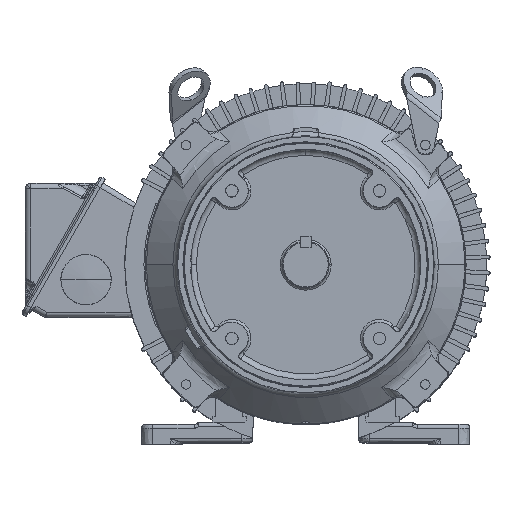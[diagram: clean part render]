
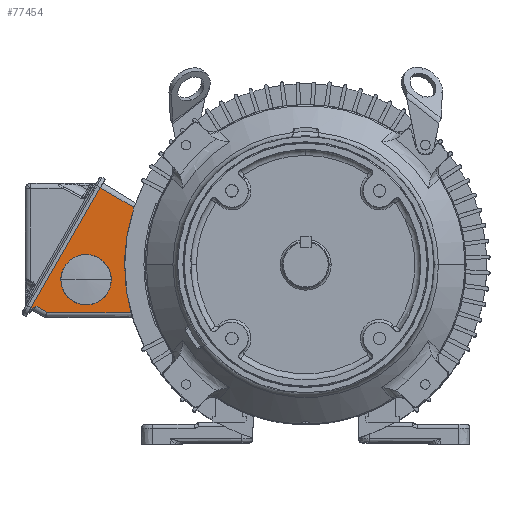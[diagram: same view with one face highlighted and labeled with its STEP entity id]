
A CAD part, top view. The second image highlights one B-rep face of the part: STEP entity #77454.
In plain terms, the highlighted planar face has unit normal (0.014, -0.008, 1).
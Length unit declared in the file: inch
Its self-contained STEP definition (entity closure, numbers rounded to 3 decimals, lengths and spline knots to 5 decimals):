
#305 = VECTOR ( 'NONE', #99053, 39.37008 ) ;
#1031 = CARTESIAN_POINT ( 'NONE',  ( -9.38655, -1.4305, -2.34834 ) ) ;
#1589 = CARTESIAN_POINT ( 'NONE',  ( -9.42589, -1.45502, -2.34798 ) ) ;
#2144 = CARTESIAN_POINT ( 'NONE',  ( -9.45351, -1.47538, -2.34776 ) ) ;
#2698 = CARTESIAN_POINT ( 'NONE',  ( -9.47343, -1.49292, -2.34762 ) ) ;
#3267 = ORIENTED_EDGE ( 'NONE', *, *, #33204, .T. ) ;
#5390 = CARTESIAN_POINT ( 'NONE',  ( -6.32842, -3.54071, -2.408 ) ) ;
#8183 = VERTEX_POINT ( 'NONE', #96652 ) ;
#8981 = EDGE_CURVE ( 'NONE', #24082, #28839, #97889, .T. ) ;
#9965 = CARTESIAN_POINT ( 'NONE',  ( -9.42965, -1.4576, -2.34795 ) ) ;
#10532 = CARTESIAN_POINT ( 'NONE',  ( -9.45198, -1.47414, -2.34777 ) ) ;
#11088 = CARTESIAN_POINT ( 'NONE',  ( -9.43995, -1.46486, -2.34786 ) ) ;
#13066 =( BOUNDED_CURVE ( )  B_SPLINE_CURVE ( 3, ( #91710, #67231, #107878, #99518 ),
 .UNSPECIFIED., .F., .F. ) 
 B_SPLINE_CURVE_WITH_KNOTS ( ( 4, 4 ),
 ( 5.49375, 6.08391 ),
 .UNSPECIFIED. ) 
 CURVE ( )  GEOMETRIC_REPRESENTATION_ITEM ( )  RATIONAL_B_SPLINE_CURVE ( ( 1., 0.971, 0.971, 1. ) ) 
 REPRESENTATION_ITEM ( '' )  );
#13834 = CARTESIAN_POINT ( 'NONE',  ( -6.75, -0.5, -2.37762 ) ) ;
#14067 = VERTEX_POINT ( 'NONE', #60339 ) ;
#14109 = DIRECTION ( 'NONE',  ( -0.879, 0.477, 0.016 ) ) ;
#15252 = CARTESIAN_POINT ( 'NONE',  ( -5.95665, 2.00263, -2.36853 ) ) ;
#16613 = CARTESIAN_POINT ( 'NONE',  ( -6.75, -2.25, -2.39172 ) ) ;
#17756 = CARTESIAN_POINT ( 'NONE',  ( -9.37562, -1.42414, -2.34844 ) ) ;
#18316 = CARTESIAN_POINT ( 'NONE',  ( -9.42986, -1.45774, -2.34795 ) ) ;
#19270 = DIRECTION ( 'NONE',  ( 0.5, 0.866, 0. ) ) ;
#19422 = CARTESIAN_POINT ( 'NONE',  ( -9.42984, -1.45772, -2.34795 ) ) ;
#20308 = B_SPLINE_CURVE_WITH_KNOTS ( 'NONE', 3,
 ( #102365, #26114, #17756, #1031, #52889, #44526, #69002, #36163, #61794, #1589, #35607, #86242, #78477, #9965, #19422, #18316, #53461, #11088, #77352, #77904, #10532, #2144, #87353, #45082, #70129, #79015, #2698, #36719 ),
 .UNSPECIFIED., .F., .F.,
 ( 4, 2, 2, 2, 2, 1, 1, 1, 2, 2, 2, 2, 1, 2, 2, 4 ),
 ( 0., 0.125, 0.25, 0.375, 0.4375, 0.46875, 0.48438, 0.49219, 0.49609, 0.5, 0.625, 0.6875, 0.71875, 0.73438, 0.75, 1. ),
 .UNSPECIFIED. ) ;
#22702 = CARTESIAN_POINT ( 'NONE',  ( -5.37974, -1.65683, -2.40606 ) ) ;
#24082 = VERTEX_POINT ( 'NONE', #70140 ) ;
#25290 = VERTEX_POINT ( 'NONE', #15252 ) ;
#26114 = CARTESIAN_POINT ( 'NONE',  ( -9.37098, -1.42145, -2.34848 ) ) ;
#27021 = EDGE_CURVE ( 'NONE', #44411, #62546, #67761, .T. ) ;
#27964 =( BOUNDED_CURVE ( )  B_SPLINE_CURVE ( 3, ( #39818, #107702, #30356, #65995 ),
 .UNSPECIFIED., .F., .T. ) 
 B_SPLINE_CURVE_WITH_KNOTS ( ( 4, 4 ),
 ( 0.5236, 3.66519 ),
 .UNSPECIFIED. ) 
 CURVE ( )  GEOMETRIC_REPRESENTATION_ITEM ( )  RATIONAL_B_SPLINE_CURVE ( ( 1., 0.333, 0.333, 1. ) ) 
 REPRESENTATION_ITEM ( '' )  );
#28839 = VERTEX_POINT ( 'NONE', #50724 ) ;
#29070 = VECTOR ( 'NONE', #60995, 39.37008 ) ;
#30356 = CARTESIAN_POINT ( 'NONE',  ( -8.5, 1.25, -2.33911 ) ) ;
#31007 = DIRECTION ( 'NONE',  ( -1., 0., 0.014 ) ) ;
#31368 = ORIENTED_EDGE ( 'NONE', *, *, #27021, .F. ) ;
#33204 = EDGE_CURVE ( 'NONE', #24082, #25290, #13066, .T. ) ;
#35607 = CARTESIAN_POINT ( 'NONE',  ( -9.42727, -1.45596, -2.34797 ) ) ;
#36163 = CARTESIAN_POINT ( 'NONE',  ( -9.42069, -1.45153, -2.34802 ) ) ;
#36719 = CARTESIAN_POINT ( 'NONE',  ( -9.48008, -1.50011, -2.34759 ) ) ;
#37501 = CARTESIAN_POINT ( 'NONE',  ( -7.18707, 2.73069, -2.3455 ) ) ;
#38611 = ORIENTED_EDGE ( 'NONE', *, *, #46793, .F. ) ;
#39388 = DIRECTION ( 'NONE',  ( -0.014, 0.008, -1. ) ) ;
#39818 = CARTESIAN_POINT ( 'NONE',  ( -6.75, -0.5, -2.37762 ) ) ;
#40352 = CARTESIAN_POINT ( 'NONE',  ( -9.59401, -1.43826, -2.3455 ) ) ;
#42707 = CARTESIAN_POINT ( 'NONE',  ( -9.688, -1.60106, -2.3455 ) ) ;
#44411 = VERTEX_POINT ( 'NONE', #40352 ) ;
#44526 = CARTESIAN_POINT ( 'NONE',  ( -9.40705, -1.4428, -2.34814 ) ) ;
#44930 =( BOUNDED_CURVE ( )  B_SPLINE_CURVE ( 3, ( #74600, #83489, #16613, #91263 ),
 .UNSPECIFIED., .F., .T. ) 
 B_SPLINE_CURVE_WITH_KNOTS ( ( 4, 4 ),
 ( 3.66519, 6.80678 ),
 .UNSPECIFIED. ) 
 CURVE ( )  GEOMETRIC_REPRESENTATION_ITEM ( )  RATIONAL_B_SPLINE_CURVE ( ( 1., 0.333, 0.333, 1. ) ) 
 REPRESENTATION_ITEM ( '' )  );
#45082 = CARTESIAN_POINT ( 'NONE',  ( -9.45598, -1.47742, -2.34774 ) ) ;
#46273 = LINE ( 'NONE', #89629, #305 ) ;
#46793 = EDGE_CURVE ( 'NONE', #14067, #90947, #20308, .T. ) ;
#50724 = CARTESIAN_POINT ( 'NONE',  ( -8.98635, -1.62595, -2.35549 ) ) ;
#51105 = ORIENTED_EDGE ( 'NONE', *, *, #92451, .F. ) ;
#52889 = CARTESIAN_POINT ( 'NONE',  ( -9.39278, -1.43414, -2.34828 ) ) ;
#53461 = CARTESIAN_POINT ( 'NONE',  ( -9.43513, -1.46138, -2.3479 ) ) ;
#53908 = VECTOR ( 'NONE', #19270, 39.37008 ) ;
#60339 = CARTESIAN_POINT ( 'NONE',  ( -9.36711, -1.41923, -2.34851 ) ) ;
#60995 = DIRECTION ( 'NONE',  ( 0.861, -0.509, -0.016 ) ) ;
#61794 = CARTESIAN_POINT ( 'NONE',  ( -9.42293, -1.45302, -2.348 ) ) ;
#62023 = VECTOR ( 'NONE', #90637, 39.37008 ) ;
#62117 = ORIENTED_EDGE ( 'NONE', *, *, #86591, .F. ) ;
#62546 = VERTEX_POINT ( 'NONE', #37501 ) ;
#63010 = ORIENTED_EDGE ( 'NONE', *, *, #91031, .F. ) ;
#65995 = CARTESIAN_POINT ( 'NONE',  ( -8.5, -0.5, -2.35321 ) ) ;
#67231 = CARTESIAN_POINT ( 'NONE',  ( -6.39313, -0.44051, -2.38212 ) ) ;
#67761 = LINE ( 'NONE', #42707, #53908 ) ;
#69002 = CARTESIAN_POINT ( 'NONE',  ( -9.41315, -1.44663, -2.34808 ) ) ;
#70129 = CARTESIAN_POINT ( 'NONE',  ( -9.45639, -1.47776, -2.34774 ) ) ;
#70140 = CARTESIAN_POINT ( 'NONE',  ( -6.06354, -1.65098, -2.39647 ) ) ;
#71130 = ORIENTED_EDGE ( 'NONE', *, *, #77951, .F. ) ;
#74600 = CARTESIAN_POINT ( 'NONE',  ( -8.5, -0.5, -2.35321 ) ) ;
#77131 = LINE ( 'NONE', #86007, #29070 ) ;
#77235 = EDGE_LOOP ( 'NONE', ( #92285, #3267, #87035, #31368, #51105, #38611, #62117 ) ) ;
#77352 = CARTESIAN_POINT ( 'NONE',  ( -9.44669, -1.46997, -2.34781 ) ) ;
#77454 = ADVANCED_FACE ( 'NONE', ( #90574, #92749 ), #81709, .F. ) ;
#77904 = CARTESIAN_POINT ( 'NONE',  ( -9.44885, -1.47165, -2.34779 ) ) ;
#77951 = EDGE_CURVE ( 'NONE', #8183, #84614, #44930, .T. ) ;
#78477 = CARTESIAN_POINT ( 'NONE',  ( -9.42937, -1.4574, -2.34795 ) ) ;
#79015 = CARTESIAN_POINT ( 'NONE',  ( -9.46568, -1.48555, -2.34767 ) ) ;
#79937 = CARTESIAN_POINT ( 'NONE',  ( -9.48008, -1.50011, -2.34759 ) ) ;
#81709 = PLANE ( 'NONE',  #104651 ) ;
#83489 = CARTESIAN_POINT ( 'NONE',  ( -8.5, -2.25, -2.3673 ) ) ;
#84614 = VERTEX_POINT ( 'NONE', #13834 ) ;
#86007 = CARTESIAN_POINT ( 'NONE',  ( -7.18707, 2.73069, -2.3455 ) ) ;
#86242 = CARTESIAN_POINT ( 'NONE',  ( -9.4287, -1.45694, -2.34796 ) ) ;
#86591 = EDGE_CURVE ( 'NONE', #28839, #14067, #46273, .T. ) ;
#87035 = ORIENTED_EDGE ( 'NONE', *, *, #94522, .F. ) ;
#87353 = CARTESIAN_POINT ( 'NONE',  ( -9.45499, -1.4766, -2.34775 ) ) ;
#89629 = CARTESIAN_POINT ( 'NONE',  ( -8.98635, -1.62595, -2.35549 ) ) ;
#90574 = FACE_OUTER_BOUND ( 'NONE', #77235, .T. ) ;
#90637 = DIRECTION ( 'NONE',  ( -1., 0.009, 0.014 ) ) ;
#90947 = VERTEX_POINT ( 'NONE', #79937 ) ;
#91031 = EDGE_CURVE ( 'NONE', #84614, #8183, #27964, .T. ) ;
#91263 = CARTESIAN_POINT ( 'NONE',  ( -6.75, -0.5, -2.37762 ) ) ;
#91710 = CARTESIAN_POINT ( 'NONE',  ( -6.06354, -1.65098, -2.39647 ) ) ;
#92285 = ORIENTED_EDGE ( 'NONE', *, *, #8981, .F. ) ;
#92451 = EDGE_CURVE ( 'NONE', #90947, #44411, #99796, .T. ) ;
#92749 = FACE_BOUND ( 'NONE', #96662, .T. ) ;
#94522 = EDGE_CURVE ( 'NONE', #62546, #25290, #77131, .T. ) ;
#94686 = VECTOR ( 'NONE', #14109, 39.37008 ) ;
#96652 = CARTESIAN_POINT ( 'NONE',  ( -8.5, -0.5, -2.35321 ) ) ;
#96662 = EDGE_LOOP ( 'NONE', ( #71130, #63010 ) ) ;
#97889 = LINE ( 'NONE', #22702, #62023 ) ;
#99053 = DIRECTION ( 'NONE',  ( -0.879, 0.477, 0.016 ) ) ;
#99518 = CARTESIAN_POINT ( 'NONE',  ( -5.95665, 2.00263, -2.36853 ) ) ;
#99796 = LINE ( 'NONE', #100871, #94686 ) ;
#100871 = CARTESIAN_POINT ( 'NONE',  ( -9.48008, -1.50011, -2.34759 ) ) ;
#102365 = CARTESIAN_POINT ( 'NONE',  ( -9.36711, -1.41923, -2.34851 ) ) ;
#104651 = AXIS2_PLACEMENT_3D ( 'NONE', #5390, #39388, #31007 ) ;
#107702 = CARTESIAN_POINT ( 'NONE',  ( -6.75, 1.25, -2.36353 ) ) ;
#107878 = CARTESIAN_POINT ( 'NONE',  ( -6.35644, 0.81349, -2.37253 ) ) ;
